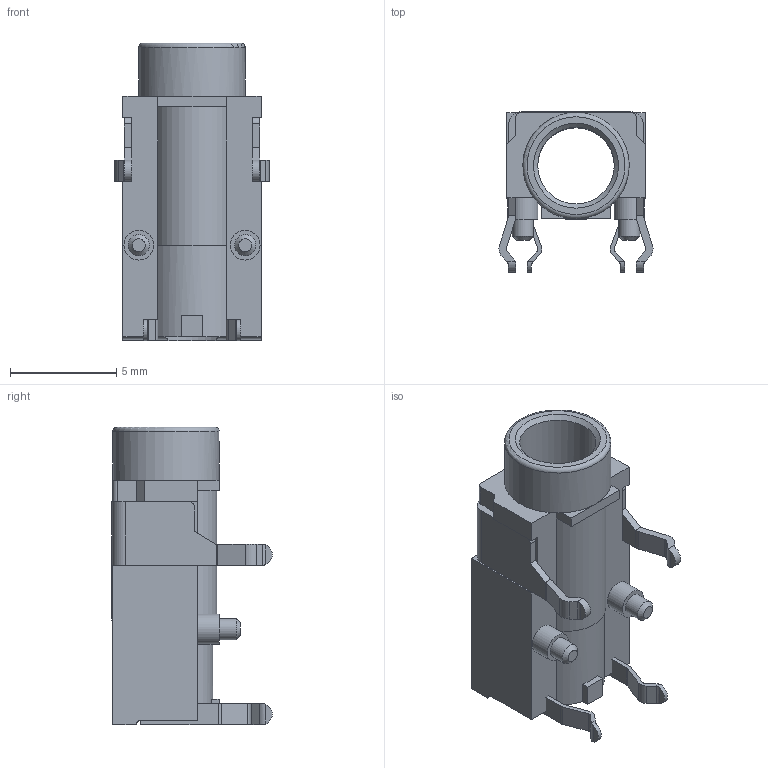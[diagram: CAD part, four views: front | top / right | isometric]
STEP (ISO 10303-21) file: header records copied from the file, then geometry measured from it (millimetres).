
FILE_DESCRIPTION (( 'STEP AP203' ), '1' );
FILE_NAME ('03-292M.STEP', '2015-03-25T02:37:46', ( '' ), ( '' ), 'SwSTEP 2.0', 'SolidWorks 2015', '' );
FILE_SCHEMA (( 'CONFIG_CONTROL_DESIGN' ));
Length unit declared in the file: millimetre
Products named in the file (1): 03-292M
Bounding box: 7.25 x 7.55 x 14 mm (x, y, z)
Volume: 225.9 mm3; surface area: 647.4 mm2
Topology: 4 solids, 4 shells, 160 faces, 436 edges, 286 vertices
Faces by surface type: plane 104, cylinder 52, cone 3, torus 1
Full cylindrical faces by diameter (mm): 1 x2, 1.4 x2, 3.6 x1, 5 x1
Entity records: 5055 total; most frequent: CARTESIAN_POINT 951, ORIENTED_EDGE 844, DIRECTION 826, EDGE_CURVE 422, VECTOR 288, LINE 288, VERTEX_POINT 282, AXIS2_PLACEMENT_3D 269
